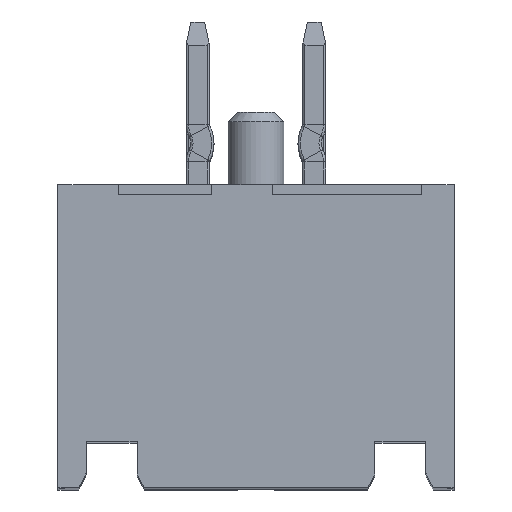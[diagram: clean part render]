
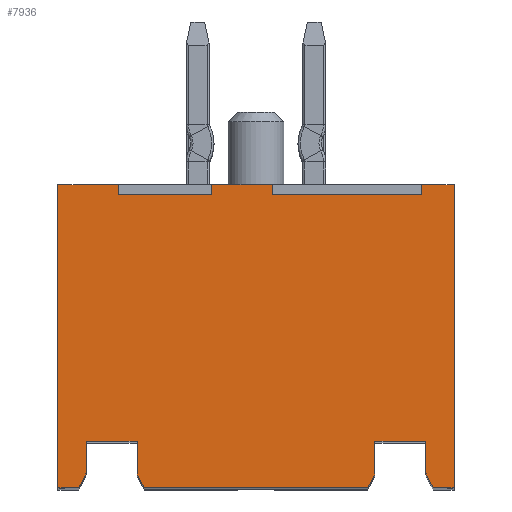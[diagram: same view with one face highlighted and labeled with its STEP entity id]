
A CAD part, top view. The second image highlights one B-rep face of the part: STEP entity #7936.
In plain terms, the highlighted planar face has unit normal (0, 0, 1).
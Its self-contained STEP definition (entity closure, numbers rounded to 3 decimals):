
#4944=CARTESIAN_POINT('',(-3.8,0.,7.7));
#4945=VERTEX_POINT('',#4944);
#4952=CARTESIAN_POINT('',(-4.25,0.,7.7));
#4953=VERTEX_POINT('',#4952);
#4954=CARTESIAN_POINT('',(-3.8,0.,7.7));
#4955=DIRECTION('',(-1.,0.,0.));
#4956=VECTOR('',#4955,0.45);
#4957=LINE('',#4954,#4956);
#4958=EDGE_CURVE('',#4945,#4953,#4957,.T.);
#5043=CARTESIAN_POINT('',(4.25,0.,7.7));
#5044=VERTEX_POINT('',#5043);
#5051=CARTESIAN_POINT('',(3.8,0.,7.7));
#5052=VERTEX_POINT('',#5051);
#5053=CARTESIAN_POINT('',(4.25,0.,7.7));
#5054=DIRECTION('',(-1.,0.,0.));
#5055=VECTOR('',#5054,0.45);
#5056=LINE('',#5053,#5055);
#5057=EDGE_CURVE('',#5044,#5052,#5056,.T.);
#5572=CARTESIAN_POINT('',(3.646,0.3,7.7));
#5573=VERTEX_POINT('',#5572);
#5580=CARTESIAN_POINT('',(3.638,1.,7.7));
#5581=VERTEX_POINT('',#5580);
#5582=CARTESIAN_POINT('',(3.646,0.3,7.7));
#5583=DIRECTION('',(-0.012,1.,0.));
#5584=VECTOR('',#5583,0.7);
#5585=LINE('',#5582,#5584);
#5586=EDGE_CURVE('',#5573,#5581,#5585,.T.);
#5652=CARTESIAN_POINT('',(3.8,0.,7.7));
#5653=DIRECTION('',(-0.456,0.89,0.));
#5654=VECTOR('',#5653,0.337);
#5655=LINE('',#5652,#5654);
#5656=EDGE_CURVE('',#5052,#5573,#5655,.T.);
#5727=CARTESIAN_POINT('',(-3.638,1.,7.7));
#5728=VERTEX_POINT('',#5727);
#5735=CARTESIAN_POINT('',(-3.646,0.3,7.7));
#5736=VERTEX_POINT('',#5735);
#5737=CARTESIAN_POINT('',(-3.638,1.,7.7));
#5738=DIRECTION('',(-0.012,-1.,0.));
#5739=VECTOR('',#5738,0.7);
#5740=LINE('',#5737,#5739);
#5741=EDGE_CURVE('',#5728,#5736,#5740,.T.);
#5759=CARTESIAN_POINT('',(-3.646,0.3,7.7));
#5760=DIRECTION('',(-0.456,-0.89,0.));
#5761=VECTOR('',#5760,0.337);
#5762=LINE('',#5759,#5761);
#5763=EDGE_CURVE('',#5736,#4945,#5762,.T.);
#7773=CARTESIAN_POINT('',(-2.55,1.,7.7));
#7774=VERTEX_POINT('',#7773);
#7781=CARTESIAN_POINT('',(-2.55,1.,7.7));
#7782=DIRECTION('',(-1.,0.,0.));
#7783=VECTOR('',#7782,1.088);
#7784=LINE('',#7781,#7783);
#7785=EDGE_CURVE('',#7774,#5728,#7784,.T.);
#7790=CARTESIAN_POINT('',(0.,0.,7.7));
#7791=DIRECTION('',(1.,0.,0.));
#7792=DIRECTION('',(0.,0.,1.));
#7793=AXIS2_PLACEMENT_3D('',#7790,#7792,#7791);
#7794=PLANE('',#7793);
#7795=ORIENTED_EDGE('',*,*,#5763,.F.);
#7796=ORIENTED_EDGE('',*,*,#5741,.F.);
#7797=ORIENTED_EDGE('',*,*,#7785,.F.);
#7798=CARTESIAN_POINT('',(-2.55,0.3,7.7));
#7799=VERTEX_POINT('',#7798);
#7800=CARTESIAN_POINT('',(-2.55,1.,7.7));
#7801=DIRECTION('',(0.,-1.,0.));
#7802=VECTOR('',#7801,0.7);
#7803=LINE('',#7800,#7802);
#7804=EDGE_CURVE('',#7774,#7799,#7803,.T.);
#7805=ORIENTED_EDGE('',*,*,#7804,.T.);
#7806=CARTESIAN_POINT('',(-2.4,0.,7.7));
#7807=VERTEX_POINT('',#7806);
#7808=CARTESIAN_POINT('',(-2.55,0.3,7.7));
#7809=DIRECTION('',(0.447,-0.894,0.));
#7810=VECTOR('',#7809,0.335);
#7811=LINE('',#7808,#7810);
#7812=EDGE_CURVE('',#7799,#7807,#7811,.T.);
#7813=ORIENTED_EDGE('',*,*,#7812,.T.);
#7814=CARTESIAN_POINT('',(2.4,0.,7.7));
#7815=VERTEX_POINT('',#7814);
#7816=CARTESIAN_POINT('',(-2.4,0.,7.7));
#7817=DIRECTION('',(1.,0.,0.));
#7818=VECTOR('',#7817,4.8);
#7819=LINE('',#7816,#7818);
#7820=EDGE_CURVE('',#7807,#7815,#7819,.T.);
#7821=ORIENTED_EDGE('',*,*,#7820,.T.);
#7822=CARTESIAN_POINT('',(2.55,0.3,7.7));
#7823=VERTEX_POINT('',#7822);
#7824=CARTESIAN_POINT('',(2.4,0.,7.7));
#7825=DIRECTION('',(0.447,0.894,0.));
#7826=VECTOR('',#7825,0.335);
#7827=LINE('',#7824,#7826);
#7828=EDGE_CURVE('',#7815,#7823,#7827,.T.);
#7829=ORIENTED_EDGE('',*,*,#7828,.T.);
#7830=CARTESIAN_POINT('',(2.55,1.,7.7));
#7831=VERTEX_POINT('',#7830);
#7832=CARTESIAN_POINT('',(2.55,0.3,7.7));
#7833=DIRECTION('',(0.,1.,0.));
#7834=VECTOR('',#7833,0.7);
#7835=LINE('',#7832,#7834);
#7836=EDGE_CURVE('',#7823,#7831,#7835,.T.);
#7837=ORIENTED_EDGE('',*,*,#7836,.T.);
#7838=CARTESIAN_POINT('',(2.55,1.,7.7));
#7839=DIRECTION('',(1.,0.,0.));
#7840=VECTOR('',#7839,1.088);
#7841=LINE('',#7838,#7840);
#7842=EDGE_CURVE('',#7831,#5581,#7841,.T.);
#7843=ORIENTED_EDGE('',*,*,#7842,.T.);
#7844=ORIENTED_EDGE('',*,*,#5586,.F.);
#7845=ORIENTED_EDGE('',*,*,#5656,.F.);
#7846=ORIENTED_EDGE('',*,*,#5057,.F.);
#7847=CARTESIAN_POINT('',(4.25,6.5,7.7));
#7848=VERTEX_POINT('',#7847);
#7849=CARTESIAN_POINT('',(4.25,0.,7.7));
#7850=DIRECTION('',(0.,1.,0.));
#7851=VECTOR('',#7850,6.5);
#7852=LINE('',#7849,#7851);
#7853=EDGE_CURVE('',#5044,#7848,#7852,.T.);
#7854=ORIENTED_EDGE('',*,*,#7853,.T.);
#7855=CARTESIAN_POINT('',(3.55,6.5,7.7));
#7856=VERTEX_POINT('',#7855);
#7857=CARTESIAN_POINT('',(4.25,6.5,7.7));
#7858=DIRECTION('',(-1.,0.,0.));
#7859=VECTOR('',#7858,0.7);
#7860=LINE('',#7857,#7859);
#7861=EDGE_CURVE('',#7848,#7856,#7860,.T.);
#7862=ORIENTED_EDGE('',*,*,#7861,.T.);
#7863=CARTESIAN_POINT('',(3.55,6.3,7.7));
#7864=VERTEX_POINT('',#7863);
#7865=CARTESIAN_POINT('',(3.55,6.5,7.7));
#7866=DIRECTION('',(0.,-1.,0.));
#7867=VECTOR('',#7866,0.2);
#7868=LINE('',#7865,#7867);
#7869=EDGE_CURVE('',#7856,#7864,#7868,.T.);
#7870=ORIENTED_EDGE('',*,*,#7869,.T.);
#7871=CARTESIAN_POINT('',(0.35,6.3,7.7));
#7872=VERTEX_POINT('',#7871);
#7873=CARTESIAN_POINT('',(3.55,6.3,7.7));
#7874=DIRECTION('',(-1.,0.,0.));
#7875=VECTOR('',#7874,3.2);
#7876=LINE('',#7873,#7875);
#7877=EDGE_CURVE('',#7864,#7872,#7876,.T.);
#7878=ORIENTED_EDGE('',*,*,#7877,.T.);
#7879=CARTESIAN_POINT('',(0.35,6.5,7.7));
#7880=VERTEX_POINT('',#7879);
#7881=CARTESIAN_POINT('',(0.35,6.3,7.7));
#7882=DIRECTION('',(0.,1.,0.));
#7883=VECTOR('',#7882,0.2);
#7884=LINE('',#7881,#7883);
#7885=EDGE_CURVE('',#7872,#7880,#7884,.T.);
#7886=ORIENTED_EDGE('',*,*,#7885,.T.);
#7887=CARTESIAN_POINT('',(-0.95,6.5,7.7));
#7888=VERTEX_POINT('',#7887);
#7889=CARTESIAN_POINT('',(0.35,6.5,7.7));
#7890=DIRECTION('',(-1.,0.,0.));
#7891=VECTOR('',#7890,1.3);
#7892=LINE('',#7889,#7891);
#7893=EDGE_CURVE('',#7880,#7888,#7892,.T.);
#7894=ORIENTED_EDGE('',*,*,#7893,.T.);
#7895=CARTESIAN_POINT('',(-0.95,6.3,7.7));
#7896=VERTEX_POINT('',#7895);
#7897=CARTESIAN_POINT('',(-0.95,6.5,7.7));
#7898=DIRECTION('',(0.,-1.,0.));
#7899=VECTOR('',#7898,0.2);
#7900=LINE('',#7897,#7899);
#7901=EDGE_CURVE('',#7888,#7896,#7900,.T.);
#7902=ORIENTED_EDGE('',*,*,#7901,.T.);
#7903=CARTESIAN_POINT('',(-2.95,6.3,7.7));
#7904=VERTEX_POINT('',#7903);
#7905=CARTESIAN_POINT('',(-0.95,6.3,7.7));
#7906=DIRECTION('',(-1.,0.,0.));
#7907=VECTOR('',#7906,2.);
#7908=LINE('',#7905,#7907);
#7909=EDGE_CURVE('',#7896,#7904,#7908,.T.);
#7910=ORIENTED_EDGE('',*,*,#7909,.T.);
#7911=CARTESIAN_POINT('',(-2.95,6.5,7.7));
#7912=VERTEX_POINT('',#7911);
#7913=CARTESIAN_POINT('',(-2.95,6.3,7.7));
#7914=DIRECTION('',(0.,1.,0.));
#7915=VECTOR('',#7914,0.2);
#7916=LINE('',#7913,#7915);
#7917=EDGE_CURVE('',#7904,#7912,#7916,.T.);
#7918=ORIENTED_EDGE('',*,*,#7917,.T.);
#7919=CARTESIAN_POINT('',(-4.25,6.5,7.7));
#7920=VERTEX_POINT('',#7919);
#7921=CARTESIAN_POINT('',(-2.95,6.5,7.7));
#7922=DIRECTION('',(-1.,0.,0.));
#7923=VECTOR('',#7922,1.3);
#7924=LINE('',#7921,#7923);
#7925=EDGE_CURVE('',#7912,#7920,#7924,.T.);
#7926=ORIENTED_EDGE('',*,*,#7925,.T.);
#7927=CARTESIAN_POINT('',(-4.25,6.5,7.7));
#7928=DIRECTION('',(0.,-1.,0.));
#7929=VECTOR('',#7928,6.5);
#7930=LINE('',#7927,#7929);
#7931=EDGE_CURVE('',#7920,#4953,#7930,.T.);
#7932=ORIENTED_EDGE('',*,*,#7931,.T.);
#7933=ORIENTED_EDGE('',*,*,#4958,.F.);
#7934=EDGE_LOOP('',(#7795,#7796,#7797,#7805,#7813,#7821,#7829,#7837,#7843,#7844,#7845,#7846,#7854,#7862,#7870,#7878,#7886,#7894,#7902,#7910,#7918,#7926,#7932,#7933));
#7935=FACE_OUTER_BOUND('',#7934,.T.);
#7936=ADVANCED_FACE('',(#7935),#7794,.T.);
